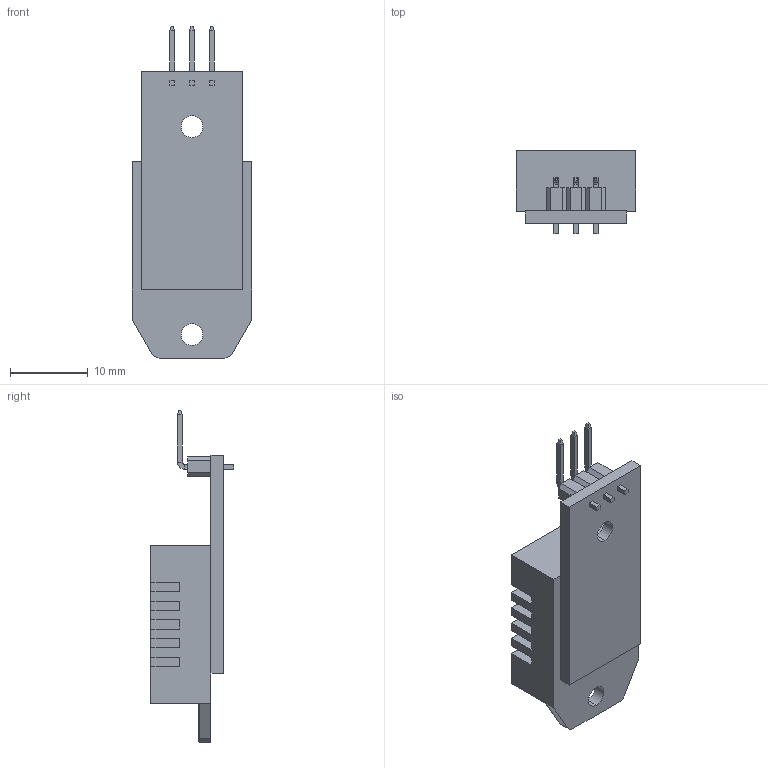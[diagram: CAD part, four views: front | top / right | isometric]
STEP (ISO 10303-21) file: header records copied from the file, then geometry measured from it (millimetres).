
FILE_DESCRIPTION (( 'STEP AP214' ), '1' );
FILE_NAME ('B76D0C7B-44AF-4D4C-B688-6734D4A94CFB.STEP', '2024-05-31T02:48:11', ( '' ), ( '' ), 'SwSTEP 2.0', 'SolidWorks 2022', '' );
FILE_SCHEMA (( 'AUTOMOTIVE_DESIGN' ));
Length unit declared in the file: millimetre
Products named in the file (1): B76D0C7B-44AF-4D4C-B688-6734D4A94CFB
Bounding box: 15.4 x 10.78 x 42.63 mm (x, y, z)
Volume: 2881.6 mm3; surface area: 2460 mm2
Topology: 1 solids, 1 shells, 782 faces, 2012 edges, 1288 vertices
Faces by surface type: plane 521, bspline 244, cylinder 15, torus 2
Entity records: 36358 total; most frequent: CARTESIAN_POINT 15021, ORIENTED_EDGE 4024, DIRECTION 2630, EDGE_CURVE 2012, VECTOR 1492, LINE 1492, VERTEX_POINT 1288, EDGE_LOOP 842
